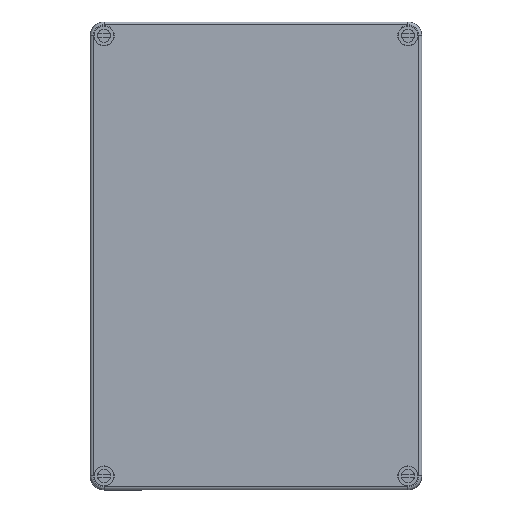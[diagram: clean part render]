
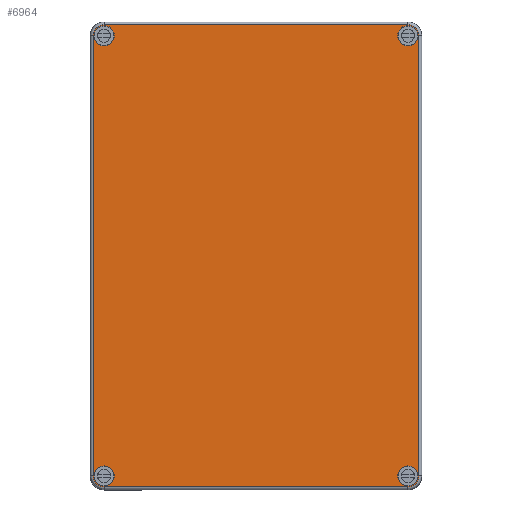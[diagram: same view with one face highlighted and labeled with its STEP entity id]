
A CAD part, top view. The second image highlights one B-rep face of the part: STEP entity #6964.
In plain terms, the highlighted planar face has unit normal (0, 0, 1).
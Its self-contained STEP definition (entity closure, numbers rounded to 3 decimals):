
#104 = DIRECTION ( 'NONE',  ( 0., 0., 1. ) ) ;
#197 = CIRCLE ( 'NONE', #8044, 5.942 ) ;
#229 = ORIENTED_EDGE ( 'NONE', *, *, #17514, .F. ) ;
#300 = VERTEX_POINT ( 'NONE', #11873 ) ;
#446 = CARTESIAN_POINT ( 'NONE',  ( -82.5, -119.5, 18. ) ) ;
#683 = VECTOR ( 'NONE', #4980, 1000. ) ;
#691 = AXIS2_PLACEMENT_3D ( 'NONE', #10457, #942, #12062 ) ;
#705 = EDGE_CURVE ( 'NONE', #15419, #18027, #15471, .T. ) ;
#756 = VERTEX_POINT ( 'NONE', #3410 ) ;
#942 = DIRECTION ( 'NONE',  ( 0., 0., 1. ) ) ;
#1104 = DIRECTION ( 'NONE',  ( 0., 0., 1. ) ) ;
#1272 = CARTESIAN_POINT ( 'NONE',  ( 100., -125.442, 18. ) ) ;
#1338 = FACE_BOUND ( 'NONE', #17107, .T. ) ;
#1375 = EDGE_CURVE ( 'NONE', #16665, #14762, #20395, .T. ) ;
#1604 = DIRECTION ( 'NONE',  ( -1., 0., 0. ) ) ;
#2037 = DIRECTION ( 'NONE',  ( 1., 0., 0. ) ) ;
#2238 = ORIENTED_EDGE ( 'NONE', *, *, #13159, .F. ) ;
#2492 = EDGE_CURVE ( 'NONE', #756, #300, #4898, .T. ) ;
#2598 = DIRECTION ( 'NONE',  ( 0., 0., 1. ) ) ;
#2633 = CIRCLE ( 'NONE', #18267, 5.5 ) ;
#2720 = VERTEX_POINT ( 'NONE', #17424 ) ;
#2774 = VECTOR ( 'NONE', #10707, 1000. ) ;
#2898 = CARTESIAN_POINT ( 'NONE',  ( 77., -119.5, 18. ) ) ;
#3106 = CARTESIAN_POINT ( 'NONE',  ( -82.5, -119.5, 18. ) ) ;
#3271 = EDGE_CURVE ( 'NONE', #15829, #12198, #19028, .T. ) ;
#3410 = CARTESIAN_POINT ( 'NONE',  ( -77., -119.5, 18. ) ) ;
#3438 = ORIENTED_EDGE ( 'NONE', *, *, #705, .F. ) ;
#4078 = DIRECTION ( 'NONE',  ( 0., 0., 1. ) ) ;
#4404 = CARTESIAN_POINT ( 'NONE',  ( 82.5, -119.5, 18. ) ) ;
#4654 = EDGE_LOOP ( 'NONE', ( #7734, #14811 ) ) ;
#4661 = CARTESIAN_POINT ( 'NONE',  ( -82.5, 119.5, 18. ) ) ;
#4699 = DIRECTION ( 'NONE',  ( -1., 0., 0. ) ) ;
#4734 = LINE ( 'NONE', #1272, #13166 ) ;
#4898 = CIRCLE ( 'NONE', #18905, 5.5 ) ;
#4980 = DIRECTION ( 'NONE',  ( 0., -1., 0. ) ) ;
#5187 = CIRCLE ( 'NONE', #11342, 5.5 ) ;
#5564 = FACE_OUTER_BOUND ( 'NONE', #15028, .T. ) ;
#5765 = LINE ( 'NONE', #7545, #9975 ) ;
#6018 = DIRECTION ( 'NONE',  ( 1., 0., 0. ) ) ;
#6148 = DIRECTION ( 'NONE',  ( 0., 0., 1. ) ) ;
#6237 = DIRECTION ( 'NONE',  ( 0., 0., 1. ) ) ;
#6289 = DIRECTION ( 'NONE',  ( 1., 0., 0. ) ) ;
#6794 = AXIS2_PLACEMENT_3D ( 'NONE', #9600, #104, #11188 ) ;
#6964 = ADVANCED_FACE ( 'NONE', ( #5564, #1338, #9788, #10262, #17766 ), #12129, .T. ) ;
#7034 = LINE ( 'NONE', #10572, #2774 ) ;
#7086 = VERTEX_POINT ( 'NONE', #2898 ) ;
#7258 = CIRCLE ( 'NONE', #19934, 5.942 ) ;
#7545 = CARTESIAN_POINT ( 'NONE',  ( 100., 125.442, 18. ) ) ;
#7685 = DIRECTION ( 'NONE',  ( -1., 0., 0. ) ) ;
#7734 = ORIENTED_EDGE ( 'NONE', *, *, #1375, .F. ) ;
#7976 = CARTESIAN_POINT ( 'NONE',  ( -88., 119.5, 18. ) ) ;
#8022 = EDGE_CURVE ( 'NONE', #9132, #18611, #5765, .T. ) ;
#8044 = AXIS2_PLACEMENT_3D ( 'NONE', #12104, #2598, #13717 ) ;
#8090 = CIRCLE ( 'NONE', #16965, 5.5 ) ;
#8298 = CARTESIAN_POINT ( 'NONE',  ( -82.5, 125.442, 18. ) ) ;
#8639 = CARTESIAN_POINT ( 'NONE',  ( -77., 119.5, 18. ) ) ;
#9132 = VERTEX_POINT ( 'NONE', #15003 ) ;
#9423 = CIRCLE ( 'NONE', #11832, 5.5 ) ;
#9435 = CARTESIAN_POINT ( 'NONE',  ( -82.5, 119.5, 18. ) ) ;
#9524 = CARTESIAN_POINT ( 'NONE',  ( 88.442, 119.5, 18. ) ) ;
#9600 = CARTESIAN_POINT ( 'NONE',  ( 82.5, 119.5, 18. ) ) ;
#9615 = CARTESIAN_POINT ( 'NONE',  ( 82.5, -125.442, 18. ) ) ;
#9788 = FACE_BOUND ( 'NONE', #15603, .T. ) ;
#9975 = VECTOR ( 'NONE', #17055, 1000. ) ;
#10262 = FACE_BOUND ( 'NONE', #4654, .T. ) ;
#10372 = ORIENTED_EDGE ( 'NONE', *, *, #16980, .F. ) ;
#10457 = CARTESIAN_POINT ( 'NONE',  ( 82.5, -119.5, 18. ) ) ;
#10572 = CARTESIAN_POINT ( 'NONE',  ( -88.442, 150., 18. ) ) ;
#10707 = DIRECTION ( 'NONE',  ( 0., -1., 0. ) ) ;
#11047 = DIRECTION ( 'NONE',  ( 1., 0., 0. ) ) ;
#11102 = DIRECTION ( 'NONE',  ( 0., 0., -1. ) ) ;
#11128 = EDGE_CURVE ( 'NONE', #14762, #16665, #9423, .T. ) ;
#11188 = DIRECTION ( 'NONE',  ( 1., 0., 0. ) ) ;
#11275 = CARTESIAN_POINT ( 'NONE',  ( 77., 119.5, 18. ) ) ;
#11299 = CARTESIAN_POINT ( 'NONE',  ( 88.442, 150., 18. ) ) ;
#11342 = AXIS2_PLACEMENT_3D ( 'NONE', #4404, #15533, #6018 ) ;
#11554 = DIRECTION ( 'NONE',  ( 0., 0., 1. ) ) ;
#11793 = ORIENTED_EDGE ( 'NONE', *, *, #14703, .F. ) ;
#11832 = AXIS2_PLACEMENT_3D ( 'NONE', #9435, #20562, #11047 ) ;
#11873 = CARTESIAN_POINT ( 'NONE',  ( -88., -119.5, 18. ) ) ;
#11908 = ORIENTED_EDGE ( 'NONE', *, *, #8022, .T. ) ;
#12062 = DIRECTION ( 'NONE',  ( 1., 0., 0. ) ) ;
#12104 = CARTESIAN_POINT ( 'NONE',  ( -82.5, 119.5, 18. ) ) ;
#12109 = EDGE_CURVE ( 'NONE', #7086, #2720, #5187, .T. ) ;
#12129 = PLANE ( 'NONE',  #12214 ) ;
#12165 = ORIENTED_EDGE ( 'NONE', *, *, #15644, .T. ) ;
#12198 = VERTEX_POINT ( 'NONE', #20532 ) ;
#12203 = DIRECTION ( 'NONE',  ( 1., 0., 0. ) ) ;
#12214 = AXIS2_PLACEMENT_3D ( 'NONE', #16951, #1104, #12203 ) ;
#12322 = EDGE_CURVE ( 'NONE', #18096, #12198, #13358, .T. ) ;
#12709 = ORIENTED_EDGE ( 'NONE', *, *, #13991, .F. ) ;
#12817 = EDGE_CURVE ( 'NONE', #18611, #17706, #197, .T. ) ;
#13146 = ORIENTED_EDGE ( 'NONE', *, *, #12109, .F. ) ;
#13159 = EDGE_CURVE ( 'NONE', #300, #756, #2633, .T. ) ;
#13166 = VECTOR ( 'NONE', #7685, 1000. ) ;
#13358 = LINE ( 'NONE', #11299, #683 ) ;
#13551 = CIRCLE ( 'NONE', #691, 5.5 ) ;
#13592 = CARTESIAN_POINT ( 'NONE',  ( -82.5, -119.5, 18. ) ) ;
#13717 = DIRECTION ( 'NONE',  ( 1., 0., 0. ) ) ;
#13991 = EDGE_CURVE ( 'NONE', #2720, #7086, #13551, .T. ) ;
#14223 = DIRECTION ( 'NONE',  ( 0., 0., -1. ) ) ;
#14477 = AXIS2_PLACEMENT_3D ( 'NONE', #3106, #14223, #4699 ) ;
#14703 = EDGE_CURVE ( 'NONE', #18027, #15419, #8090, .T. ) ;
#14762 = VERTEX_POINT ( 'NONE', #7976 ) ;
#14811 = ORIENTED_EDGE ( 'NONE', *, *, #11128, .F. ) ;
#14889 = ORIENTED_EDGE ( 'NONE', *, *, #3271, .T. ) ;
#14974 = VERTEX_POINT ( 'NONE', #16417 ) ;
#15003 = CARTESIAN_POINT ( 'NONE',  ( 82.5, 125.442, 18. ) ) ;
#15028 = EDGE_LOOP ( 'NONE', ( #10372, #229, #14889, #20100, #19391, #11908, #18136, #12165 ) ) ;
#15198 = DIRECTION ( 'NONE',  ( 1., 0., 0. ) ) ;
#15419 = VERTEX_POINT ( 'NONE', #11275 ) ;
#15471 = CIRCLE ( 'NONE', #6794, 5.5 ) ;
#15533 = DIRECTION ( 'NONE',  ( 0., 0., 1. ) ) ;
#15603 = EDGE_LOOP ( 'NONE', ( #12709, #13146 ) ) ;
#15644 = EDGE_CURVE ( 'NONE', #17706, #17091, #7034, .T. ) ;
#15651 = CARTESIAN_POINT ( 'NONE',  ( 82.5, -119.5, 18. ) ) ;
#15689 = EDGE_CURVE ( 'NONE', #9132, #18096, #7258, .T. ) ;
#15751 = CARTESIAN_POINT ( 'NONE',  ( 82.5, 119.5, 18. ) ) ;
#15797 = DIRECTION ( 'NONE',  ( 0., 0., 1. ) ) ;
#15829 = VERTEX_POINT ( 'NONE', #9615 ) ;
#16417 = CARTESIAN_POINT ( 'NONE',  ( -82.5, -125.442, 18. ) ) ;
#16641 = AXIS2_PLACEMENT_3D ( 'NONE', #15651, #6148, #17273 ) ;
#16665 = VERTEX_POINT ( 'NONE', #8639 ) ;
#16951 = CARTESIAN_POINT ( 'NONE',  ( 0., 0., 18. ) ) ;
#16965 = AXIS2_PLACEMENT_3D ( 'NONE', #15751, #6237, #17354 ) ;
#16980 = EDGE_CURVE ( 'NONE', #14974, #17091, #18413, .T. ) ;
#17055 = DIRECTION ( 'NONE',  ( -1., 0., 0. ) ) ;
#17091 = VERTEX_POINT ( 'NONE', #17627 ) ;
#17107 = EDGE_LOOP ( 'NONE', ( #18401, #2238 ) ) ;
#17273 = DIRECTION ( 'NONE',  ( 1., 0., 0. ) ) ;
#17354 = DIRECTION ( 'NONE',  ( 1., 0., 0. ) ) ;
#17424 = CARTESIAN_POINT ( 'NONE',  ( 88., -119.5, 18. ) ) ;
#17514 = EDGE_CURVE ( 'NONE', #15829, #14974, #4734, .T. ) ;
#17627 = CARTESIAN_POINT ( 'NONE',  ( -88.442, -119.5, 18. ) ) ;
#17706 = VERTEX_POINT ( 'NONE', #19208 ) ;
#17708 = AXIS2_PLACEMENT_3D ( 'NONE', #4661, #15797, #6289 ) ;
#17766 = FACE_BOUND ( 'NONE', #17804, .T. ) ;
#17804 = EDGE_LOOP ( 'NONE', ( #11793, #3438 ) ) ;
#18027 = VERTEX_POINT ( 'NONE', #18540 ) ;
#18096 = VERTEX_POINT ( 'NONE', #9524 ) ;
#18136 = ORIENTED_EDGE ( 'NONE', *, *, #12817, .T. ) ;
#18267 = AXIS2_PLACEMENT_3D ( 'NONE', #446, #11554, #2037 ) ;
#18401 = ORIENTED_EDGE ( 'NONE', *, *, #2492, .F. ) ;
#18413 = CIRCLE ( 'NONE', #14477, 5.942 ) ;
#18540 = CARTESIAN_POINT ( 'NONE',  ( 88., 119.5, 18. ) ) ;
#18611 = VERTEX_POINT ( 'NONE', #8298 ) ;
#18905 = AXIS2_PLACEMENT_3D ( 'NONE', #13592, #4078, #15198 ) ;
#19028 = CIRCLE ( 'NONE', #16641, 5.942 ) ;
#19208 = CARTESIAN_POINT ( 'NONE',  ( -88.442, 119.5, 18. ) ) ;
#19391 = ORIENTED_EDGE ( 'NONE', *, *, #15689, .F. ) ;
#19934 = AXIS2_PLACEMENT_3D ( 'NONE', #20610, #11102, #1604 ) ;
#20100 = ORIENTED_EDGE ( 'NONE', *, *, #12322, .F. ) ;
#20395 = CIRCLE ( 'NONE', #17708, 5.5 ) ;
#20532 = CARTESIAN_POINT ( 'NONE',  ( 88.442, -119.5, 18. ) ) ;
#20562 = DIRECTION ( 'NONE',  ( 0., 0., 1. ) ) ;
#20610 = CARTESIAN_POINT ( 'NONE',  ( 82.5, 119.5, 18. ) ) ;
